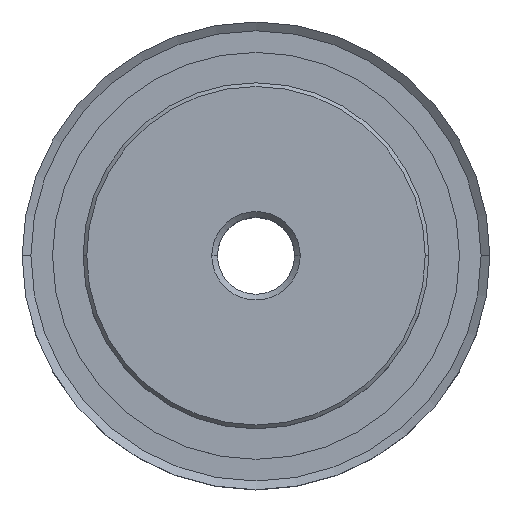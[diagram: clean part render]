
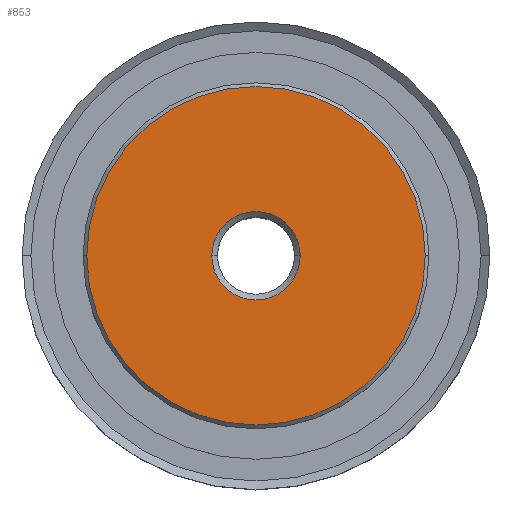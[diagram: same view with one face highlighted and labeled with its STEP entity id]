
A CAD part, top view. The second image highlights one B-rep face of the part: STEP entity #853.
In plain terms, the highlighted planar face has unit normal (0, 0, 1).
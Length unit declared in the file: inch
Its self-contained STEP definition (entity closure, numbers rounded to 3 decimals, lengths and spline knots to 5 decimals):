
#254 = EDGE_LOOP ( 'NONE', ( #8722, #6639 ) ) ;
#463 = DIRECTION ( 'NONE',  ( 1., 0., 0. ) ) ;
#566 = CIRCLE ( 'NONE', #733, 0.35937 ) ;
#733 = AXIS2_PLACEMENT_3D ( 'NONE', #8381, #8736, #1133 ) ;
#853 = ADVANCED_FACE ( 'NONE', ( #9520, #7026 ), #8729, .T. ) ;
#897 = CARTESIAN_POINT ( 'NONE',  ( -1.375, 0., 0.5 ) ) ;
#1008 = VERTEX_POINT ( 'NONE', #4012 ) ;
#1133 = DIRECTION ( 'NONE',  ( 1., 0., 0. ) ) ;
#1253 = AXIS2_PLACEMENT_3D ( 'NONE', #1819, #4885, #5041 ) ;
#1272 = CIRCLE ( 'NONE', #2288, 0.35937 ) ;
#1315 = CARTESIAN_POINT ( 'NONE',  ( 0., 0., 0.5 ) ) ;
#1819 = CARTESIAN_POINT ( 'NONE',  ( 0., 0., 0.5 ) ) ;
#2135 = DIRECTION ( 'NONE',  ( 1., 0., 0. ) ) ;
#2288 = AXIS2_PLACEMENT_3D ( 'NONE', #7737, #6199, #2135 ) ;
#2430 = ORIENTED_EDGE ( 'NONE', *, *, #7624, .T. ) ;
#2671 = ORIENTED_EDGE ( 'NONE', *, *, #5374, .T. ) ;
#2698 = CARTESIAN_POINT ( 'NONE',  ( -0.35937, 0., 0.5 ) ) ;
#2811 = CARTESIAN_POINT ( 'NONE',  ( 0., 0., 0.5 ) ) ;
#3205 = VERTEX_POINT ( 'NONE', #2698 ) ;
#3526 = AXIS2_PLACEMENT_3D ( 'NONE', #1315, #6178, #463 ) ;
#4012 = CARTESIAN_POINT ( 'NONE',  ( 1.375, 0., 0.5 ) ) ;
#4885 = DIRECTION ( 'NONE',  ( 0., 0., 1. ) ) ;
#5041 = DIRECTION ( 'NONE',  ( 1., 0., 0. ) ) ;
#5348 = DIRECTION ( 'NONE',  ( 1., 0., 0. ) ) ;
#5374 = EDGE_CURVE ( 'NONE', #10037, #1008, #6479, .T. ) ;
#5436 = EDGE_LOOP ( 'NONE', ( #2671, #2430 ) ) ;
#5495 = EDGE_CURVE ( 'NONE', #3205, #8912, #566, .T. ) ;
#6178 = DIRECTION ( 'NONE',  ( 0., 0., 1. ) ) ;
#6199 = DIRECTION ( 'NONE',  ( 0., 0., -1. ) ) ;
#6479 = CIRCLE ( 'NONE', #1253, 1.375 ) ;
#6639 = ORIENTED_EDGE ( 'NONE', *, *, #5495, .T. ) ;
#7026 = FACE_BOUND ( 'NONE', #254, .T. ) ;
#7624 = EDGE_CURVE ( 'NONE', #1008, #10037, #9334, .T. ) ;
#7737 = CARTESIAN_POINT ( 'NONE',  ( 0., 0., 0.5 ) ) ;
#8381 = CARTESIAN_POINT ( 'NONE',  ( 0., 0., 0.5 ) ) ;
#8422 = CARTESIAN_POINT ( 'NONE',  ( 0.35937, 0., 0.5 ) ) ;
#8464 = EDGE_CURVE ( 'NONE', #8912, #3205, #1272, .T. ) ;
#8722 = ORIENTED_EDGE ( 'NONE', *, *, #8464, .T. ) ;
#8729 = PLANE ( 'NONE',  #3526 ) ;
#8736 = DIRECTION ( 'NONE',  ( 0., 0., -1. ) ) ;
#8912 = VERTEX_POINT ( 'NONE', #8422 ) ;
#9334 = CIRCLE ( 'NONE', #10177, 1.375 ) ;
#9520 = FACE_OUTER_BOUND ( 'NONE', #5436, .T. ) ;
#10037 = VERTEX_POINT ( 'NONE', #897 ) ;
#10121 = DIRECTION ( 'NONE',  ( 0., 0., 1. ) ) ;
#10177 = AXIS2_PLACEMENT_3D ( 'NONE', #2811, #10121, #5348 ) ;
